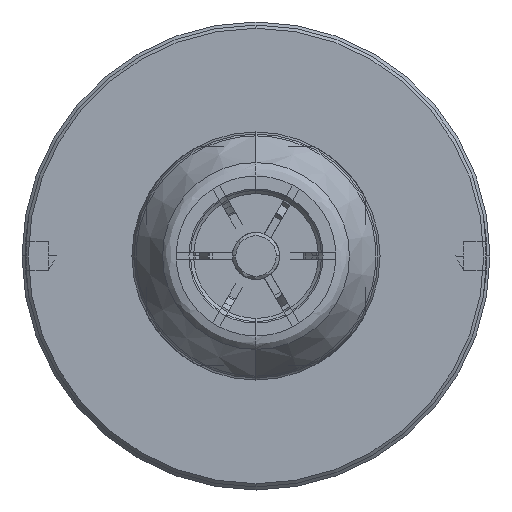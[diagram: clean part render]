
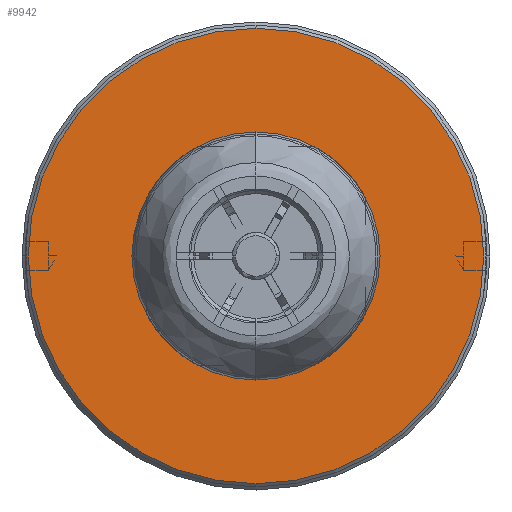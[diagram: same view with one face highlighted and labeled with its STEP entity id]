
A CAD part, left-side view. The second image highlights one B-rep face of the part: STEP entity #9942.
In plain terms, the highlighted planar face has unit normal (-1, 0, 0).
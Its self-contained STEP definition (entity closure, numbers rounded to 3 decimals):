
#613 = CARTESIAN_POINT ( 'NONE',  ( -2.7, 0., 0. ) ) ;
#967 = EDGE_CURVE ( 'NONE', #21564, #7360, #21667, .T. ) ;
#1186 = EDGE_LOOP ( 'NONE', ( #11438, #5173 ) ) ;
#1259 = EDGE_LOOP ( 'NONE', ( #20611, #12158 ) ) ;
#1293 = AXIS2_PLACEMENT_3D ( 'NONE', #613, #15464, #2734 ) ;
#2425 = CARTESIAN_POINT ( 'NONE',  ( -2.7, 0., 0. ) ) ;
#2734 = DIRECTION ( 'NONE',  ( 0., 0., -1. ) ) ;
#3588 = EDGE_CURVE ( 'NONE', #17600, #17742, #19006, .T. ) ;
#4765 = CARTESIAN_POINT ( 'NONE',  ( -2.7, 0., 0. ) ) ;
#4995 = DIRECTION ( 'NONE',  ( -1., 0., 0. ) ) ;
#5173 = ORIENTED_EDGE ( 'NONE', *, *, #23540, .F. ) ;
#5684 = FACE_BOUND ( 'NONE', #1186, .T. ) ;
#6713 = DIRECTION ( 'NONE',  ( 0., 0., -1. ) ) ;
#6931 = DIRECTION ( 'NONE',  ( 0., 0., 1. ) ) ;
#7360 = VERTEX_POINT ( 'NONE', #10354 ) ;
#7584 = CARTESIAN_POINT ( 'NONE',  ( -2.7, 0., 0. ) ) ;
#9728 = DIRECTION ( 'NONE',  ( 0., 0., -1. ) ) ;
#9942 = ADVANCED_FACE ( 'NONE', ( #5684, #16990 ), #25659, .F. ) ;
#10354 = CARTESIAN_POINT ( 'NONE',  ( -2.7, 0., -7. ) ) ;
#11438 = ORIENTED_EDGE ( 'NONE', *, *, #967, .F. ) ;
#11476 = CARTESIAN_POINT ( 'NONE',  ( -2.7, 0., 7. ) ) ;
#12158 = ORIENTED_EDGE ( 'NONE', *, *, #3588, .F. ) ;
#13440 = CIRCLE ( 'NONE', #1293, 14.6 ) ;
#13618 = EDGE_CURVE ( 'NONE', #17742, #17600, #13440, .T. ) ;
#13861 = CARTESIAN_POINT ( 'NONE',  ( -2.7, 0., -14.6 ) ) ;
#15464 = DIRECTION ( 'NONE',  ( 1., 0., 0. ) ) ;
#16918 = AXIS2_PLACEMENT_3D ( 'NONE', #4765, #19655, #6931 ) ;
#16990 = FACE_OUTER_BOUND ( 'NONE', #1259, .T. ) ;
#17600 = VERTEX_POINT ( 'NONE', #21860 ) ;
#17741 = CARTESIAN_POINT ( 'NONE',  ( -2.7, 0., 0. ) ) ;
#17742 = VERTEX_POINT ( 'NONE', #13861 ) ;
#18116 = CIRCLE ( 'NONE', #16918, 7. ) ;
#19006 = CIRCLE ( 'NONE', #26102, 14.6 ) ;
#19426 = DIRECTION ( 'NONE',  ( 1., 0., 0. ) ) ;
#19655 = DIRECTION ( 'NONE',  ( -1., 0., 0. ) ) ;
#19764 = AXIS2_PLACEMENT_3D ( 'NONE', #2425, #19426, #6713 ) ;
#19876 = DIRECTION ( 'NONE',  ( 0., 0., 1. ) ) ;
#20611 = ORIENTED_EDGE ( 'NONE', *, *, #13618, .F. ) ;
#21564 = VERTEX_POINT ( 'NONE', #11476 ) ;
#21667 = CIRCLE ( 'NONE', #27129, 7. ) ;
#21860 = CARTESIAN_POINT ( 'NONE',  ( -2.7, 0., 14.6 ) ) ;
#22460 = DIRECTION ( 'NONE',  ( 1., 0., 0. ) ) ;
#23540 = EDGE_CURVE ( 'NONE', #7360, #21564, #18116, .T. ) ;
#25659 = PLANE ( 'NONE',  #19764 ) ;
#26102 = AXIS2_PLACEMENT_3D ( 'NONE', #7584, #22460, #9728 ) ;
#27129 = AXIS2_PLACEMENT_3D ( 'NONE', #17741, #4995, #19876 ) ;
